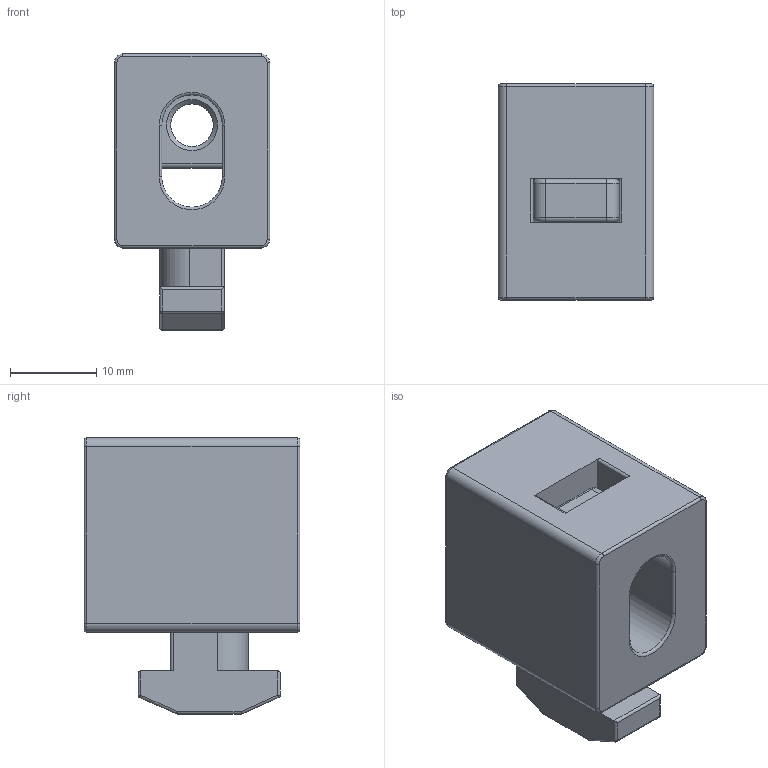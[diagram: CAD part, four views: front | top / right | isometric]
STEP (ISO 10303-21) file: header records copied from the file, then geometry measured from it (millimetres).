
FILE_DESCRIPTION((''),'2;1');
FILE_NAME('AR3637.stp','2022-01-26T10:09:03',('arma01'),(''),'Autodesk Inventor 2013','Autodesk Inventor 2013','');
FILE_SCHEMA(('AUTOMOTIVE_DESIGN { 1 0 10303 214 1 1 1 1 }'));
Length unit declared in the file: millimetre
Products named in the file (3): AR3637; AR3637 I
Assembly tree (2 placements, depth 2):
  AR3637
    AR3637
    AR3637 I
Bounding box: 18 x 25 x 32 mm (x, y, z)
Volume: 8756.6 mm3; surface area: 4532.6 mm2
Topology: 2 solids, 2 shells, 115 faces, 262 edges, 153 vertices
Faces by surface type: cylinder 54, plane 32, torus 20, sphere 7, cone 2
Full cylindrical faces by diameter (mm): 4.917 x1
Entity records: 3280 total; most frequent: DIRECTION 625, CARTESIAN_POINT 530, ORIENTED_EDGE 516, EDGE_CURVE 258, AXIS2_PLACEMENT_3D 247, VERTEX_POINT 152, VECTOR 131, LINE 131
